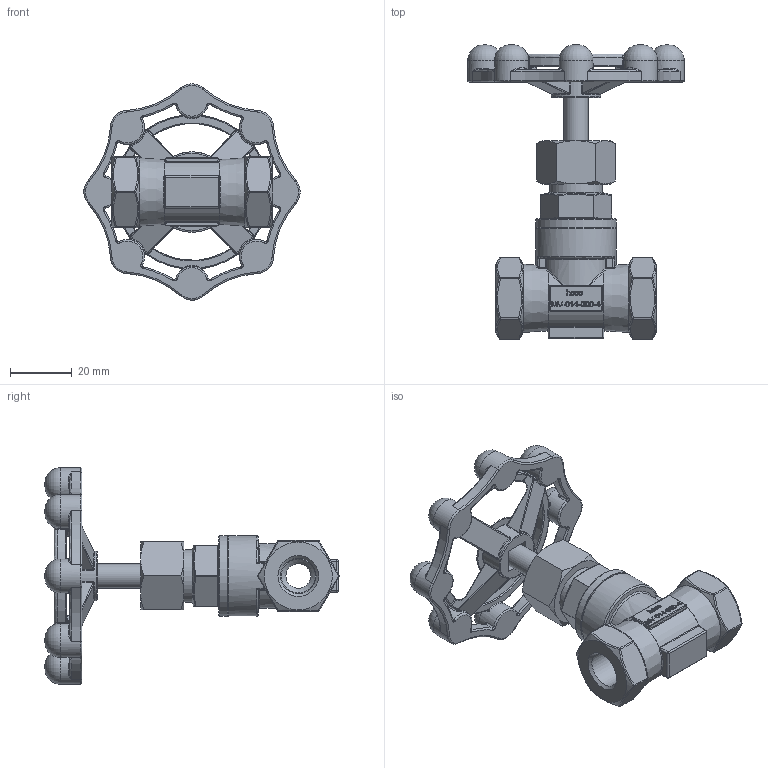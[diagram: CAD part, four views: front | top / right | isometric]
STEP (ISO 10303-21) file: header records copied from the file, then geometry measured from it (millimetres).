
FILE_DESCRIPTION (( 'STEP AP214' ), '1' );
FILE_NAME ('MV-014-000-4 Muffenventil heco step214.STEP', '2014-01-03T09:05:54', ( 'test' ), ( '' ), 'SwSTEP 2.0', 'SolidWorks 2011', '' );
FILE_SCHEMA (( 'AUTOMOTIVE_DESIGN' ));
Length unit declared in the file: millimetre
Products named in the file (1): MV-014-000-4 Muffenventil heco step214
Bounding box: 69.98 x 95.2 x 69.98 mm (x, y, z)
Volume: 50073.1 mm3; surface area: 20086.9 mm2
Topology: 2 solids, 6 shells, 1238 faces, 3077 edges, 1807 vertices
Faces by surface type: bspline 497, plane 339, cylinder 192, torus 134, cone 38, sphere 38
Full cylindrical faces by diameter (mm): 5.3 x1, 7.9 x1, 8 x1, 11 x8, 11.445 x2, 16 x1, 17 x1, 20 x1, 26 x2
Entity records: 68592 total; most frequent: CARTESIAN_POINT 29941, ORIENTED_EDGE 5810, DIRECTION 4149, EDGE_CURVE 2905, VERTEX_POINT 1766, AXIS2_PLACEMENT_3D 1546, EDGE_LOOP 1355, FACE_OUTER_BOUND 1270
